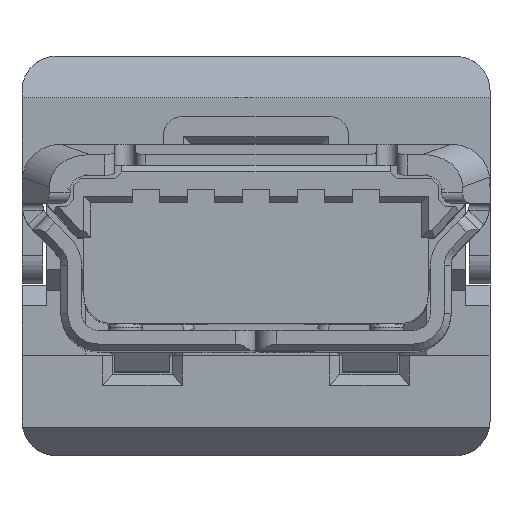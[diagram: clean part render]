
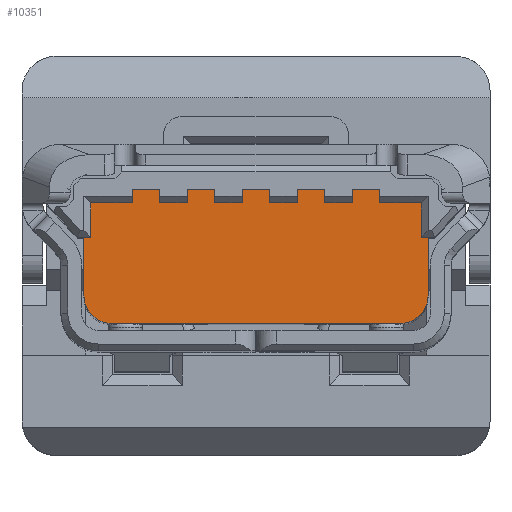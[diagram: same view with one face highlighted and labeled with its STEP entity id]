
A CAD part, top view. The second image highlights one B-rep face of the part: STEP entity #10351.
In plain terms, the highlighted planar face has unit normal (0, 0, 1).
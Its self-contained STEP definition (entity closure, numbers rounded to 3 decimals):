
#305=CIRCLE('',#11032,0.4);
#324=CIRCLE('',#11125,0.4);
#1095=FACE_OUTER_BOUND('',#1646,.T.);
#1646=EDGE_LOOP('',(#8594,#8595,#8596,#8597,#8598,#8599,#8600,#8601,#8602,
#8603,#8604,#8605,#8606,#8607,#8608,#8609,#8610,#8611,#8612,#8613,#8614,
#8615,#8616,#8617,#8618,#8619,#8620,#8621,#8622,#8623));
#2527=LINE('',#17059,#3701);
#2531=LINE('',#17066,#3705);
#2541=LINE('',#17087,#3715);
#2551=LINE('',#17110,#3725);
#2582=LINE('',#17172,#3756);
#2587=LINE('',#17181,#3761);
#2599=LINE('',#17204,#3773);
#2614=LINE('',#17231,#3788);
#2622=LINE('',#17248,#3796);
#2625=LINE('',#17254,#3799);
#2630=LINE('',#17264,#3804);
#2641=LINE('',#17291,#3815);
#2643=LINE('',#17295,#3817);
#2645=LINE('',#17301,#3819);
#2658=LINE('',#17334,#3832);
#2662=LINE('',#17341,#3836);
#2683=LINE('',#17381,#3857);
#2685=LINE('',#17385,#3859);
#2688=LINE('',#17391,#3862);
#2695=LINE('',#17405,#3869);
#2702=LINE('',#17422,#3876);
#2704=LINE('',#17426,#3878);
#2713=LINE('',#17444,#3887);
#2714=LINE('',#17445,#3888);
#2715=LINE('',#17446,#3889);
#2716=LINE('',#17447,#3890);
#2717=LINE('',#17449,#3891);
#2718=LINE('',#17450,#3892);
#3701=VECTOR('',#13066,1.);
#3705=VECTOR('',#13072,1.);
#3715=VECTOR('',#13090,1.);
#3725=VECTOR('',#13108,1.);
#3756=VECTOR('',#13145,1.);
#3761=VECTOR('',#13152,1.);
#3773=VECTOR('',#13170,1.);
#3788=VECTOR('',#13191,1.);
#3796=VECTOR('',#13203,1.);
#3799=VECTOR('',#13208,1.);
#3804=VECTOR('',#13215,1.);
#3815=VECTOR('',#13244,1.);
#3817=VECTOR('',#13250,1.);
#3819=VECTOR('',#13258,1.);
#3832=VECTOR('',#13285,1.);
#3836=VECTOR('',#13291,1.);
#3857=VECTOR('',#13330,1.);
#3859=VECTOR('',#13334,1.);
#3862=VECTOR('',#13341,1.);
#3869=VECTOR('',#13354,1.);
#3876=VECTOR('',#13375,1.);
#3878=VECTOR('',#13379,1.);
#3887=VECTOR('',#13402,1.);
#3888=VECTOR('',#13403,1.);
#3889=VECTOR('',#13404,1.);
#3890=VECTOR('',#13405,1.);
#3891=VECTOR('',#13406,1.);
#3892=VECTOR('',#13407,1.);
#4783=VERTEX_POINT('',#16937);
#4787=VERTEX_POINT('',#16945);
#4834=VERTEX_POINT('',#17057);
#4835=VERTEX_POINT('',#17058);
#4837=VERTEX_POINT('',#17065);
#4843=VERTEX_POINT('',#17085);
#4844=VERTEX_POINT('',#17086);
#4852=VERTEX_POINT('',#17108);
#4853=VERTEX_POINT('',#17109);
#4880=VERTEX_POINT('',#17170);
#4881=VERTEX_POINT('',#17171);
#4883=VERTEX_POINT('',#17178);
#4891=VERTEX_POINT('',#17202);
#4892=VERTEX_POINT('',#17203);
#4899=VERTEX_POINT('',#17227);
#4901=VERTEX_POINT('',#17230);
#4906=VERTEX_POINT('',#17244);
#4908=VERTEX_POINT('',#17247);
#4909=VERTEX_POINT('',#17252);
#4910=VERTEX_POINT('',#17253);
#4913=VERTEX_POINT('',#17261);
#4914=VERTEX_POINT('',#17263);
#4921=VERTEX_POINT('',#17289);
#4922=VERTEX_POINT('',#17300);
#4935=VERTEX_POINT('',#17333);
#4948=VERTEX_POINT('',#17384);
#4953=VERTEX_POINT('',#17404);
#4957=VERTEX_POINT('',#17425);
#4959=VERTEX_POINT('',#17443);
#4960=VERTEX_POINT('',#17448);
#6033=EDGE_CURVE('',#4787,#4783,#305,.T.);
#6085=EDGE_CURVE('',#4834,#4835,#2527,.T.);
#6089=EDGE_CURVE('',#4837,#4834,#2531,.T.);
#6100=EDGE_CURVE('',#4843,#4844,#2541,.T.);
#6111=EDGE_CURVE('',#4852,#4853,#2551,.T.);
#6142=EDGE_CURVE('',#4880,#4881,#2582,.T.);
#6147=EDGE_CURVE('',#4853,#4883,#2587,.T.);
#6159=EDGE_CURVE('',#4891,#4892,#2599,.T.);
#6174=EDGE_CURVE('',#4899,#4901,#2614,.T.);
#6182=EDGE_CURVE('',#4908,#4906,#2622,.T.);
#6185=EDGE_CURVE('',#4909,#4910,#2625,.T.);
#6190=EDGE_CURVE('',#4914,#4913,#2630,.T.);
#6205=EDGE_CURVE('',#4883,#4921,#2641,.T.);
#6207=EDGE_CURVE('',#4913,#4908,#2643,.T.);
#6210=EDGE_CURVE('',#4921,#4922,#2645,.T.);
#6226=EDGE_CURVE('',#4935,#4909,#2658,.T.);
#6230=EDGE_CURVE('',#4906,#4901,#2662,.T.);
#6251=EDGE_CURVE('',#4844,#4935,#2683,.T.);
#6253=EDGE_CURVE('',#4948,#4880,#2685,.T.);
#6256=EDGE_CURVE('',#4914,#4922,#2688,.T.);
#6263=EDGE_CURVE('',#4892,#4953,#2695,.T.);
#6271=EDGE_CURVE('',#4953,#4852,#2702,.T.);
#6273=EDGE_CURVE('',#4957,#4783,#2704,.T.);
#6283=EDGE_CURVE('',#4957,#4899,#324,.T.);
#6284=EDGE_CURVE('',#4959,#4787,#2713,.T.);
#6285=EDGE_CURVE('',#4959,#4837,#2714,.T.);
#6286=EDGE_CURVE('',#4835,#4948,#2715,.T.);
#6287=EDGE_CURVE('',#4881,#4843,#2716,.T.);
#6288=EDGE_CURVE('',#4910,#4960,#2717,.T.);
#6289=EDGE_CURVE('',#4960,#4891,#2718,.T.);
#8594=ORIENTED_EDGE('',*,*,#6174,.F.);
#8595=ORIENTED_EDGE('',*,*,#6283,.F.);
#8596=ORIENTED_EDGE('',*,*,#6273,.T.);
#8597=ORIENTED_EDGE('',*,*,#6033,.F.);
#8598=ORIENTED_EDGE('',*,*,#6284,.F.);
#8599=ORIENTED_EDGE('',*,*,#6285,.T.);
#8600=ORIENTED_EDGE('',*,*,#6089,.T.);
#8601=ORIENTED_EDGE('',*,*,#6085,.T.);
#8602=ORIENTED_EDGE('',*,*,#6286,.T.);
#8603=ORIENTED_EDGE('',*,*,#6253,.T.);
#8604=ORIENTED_EDGE('',*,*,#6142,.T.);
#8605=ORIENTED_EDGE('',*,*,#6287,.T.);
#8606=ORIENTED_EDGE('',*,*,#6100,.T.);
#8607=ORIENTED_EDGE('',*,*,#6251,.T.);
#8608=ORIENTED_EDGE('',*,*,#6226,.T.);
#8609=ORIENTED_EDGE('',*,*,#6185,.T.);
#8610=ORIENTED_EDGE('',*,*,#6288,.T.);
#8611=ORIENTED_EDGE('',*,*,#6289,.T.);
#8612=ORIENTED_EDGE('',*,*,#6159,.T.);
#8613=ORIENTED_EDGE('',*,*,#6263,.T.);
#8614=ORIENTED_EDGE('',*,*,#6271,.T.);
#8615=ORIENTED_EDGE('',*,*,#6111,.T.);
#8616=ORIENTED_EDGE('',*,*,#6147,.T.);
#8617=ORIENTED_EDGE('',*,*,#6205,.T.);
#8618=ORIENTED_EDGE('',*,*,#6210,.T.);
#8619=ORIENTED_EDGE('',*,*,#6256,.F.);
#8620=ORIENTED_EDGE('',*,*,#6190,.T.);
#8621=ORIENTED_EDGE('',*,*,#6207,.T.);
#8622=ORIENTED_EDGE('',*,*,#6182,.T.);
#8623=ORIENTED_EDGE('',*,*,#6230,.T.);
#9862=PLANE('',#11124);
#10351=ADVANCED_FACE('',(#1095),#9862,.T.);
#11032=AXIS2_PLACEMENT_3D('',#16947,#12983,#12984);
#11124=AXIS2_PLACEMENT_3D('',#17441,#13398,#13399);
#11125=AXIS2_PLACEMENT_3D('',#17442,#13400,#13401);
#12983=DIRECTION('center_axis',(0.,0.,
-1.));
#12984=DIRECTION('ref_axis',(-1.,0.,0.));
#13066=DIRECTION('',(-1.,0.,0.));
#13072=DIRECTION('',(0.,1.,0.));
#13090=DIRECTION('',(0.,1.,0.));
#13108=DIRECTION('',(-1.,0.,0.));
#13145=DIRECTION('',(0.,-1.,0.));
#13152=DIRECTION('',(0.,-1.,0.));
#13170=DIRECTION('',(0.,-1.,0.));
#13191=DIRECTION('',(0.,1.,0.));
#13203=DIRECTION('',(0.,-1.,0.));
#13208=DIRECTION('',(-1.,0.,0.));
#13215=DIRECTION('',(0.,-1.,0.));
#13244=DIRECTION('',(-1.,0.,0.));
#13250=DIRECTION('',(-1.,0.,0.));
#13258=DIRECTION('',(0.,1.,0.));
#13285=DIRECTION('',(0.,-1.,0.));
#13291=DIRECTION('',(-1.,0.,0.));
#13330=DIRECTION('',(-1.,0.,0.));
#13334=DIRECTION('',(-1.,0.,0.));
#13341=DIRECTION('',(1.,0.,0.));
#13354=DIRECTION('',(-1.,0.,0.));
#13375=DIRECTION('',(0.,1.,0.));
#13379=DIRECTION('',(1.,0.,0.));
#13398=DIRECTION('center_axis',(0.,0.,
1.));
#13399=DIRECTION('ref_axis',(1.,0.,0.));
#13400=DIRECTION('center_axis',(0.,0.,
-1.));
#13401=DIRECTION('ref_axis',(-1.,0.,0.));
#13402=DIRECTION('',(0.,-1.,0.));
#13403=DIRECTION('',(-1.,0.,0.));
#13404=DIRECTION('',(0.,1.,0.));
#13405=DIRECTION('',(-1.,0.,0.));
#13406=DIRECTION('',(0.,1.,0.));
#13407=DIRECTION('',(-1.,0.,0.));
#16937=CARTESIAN_POINT('',(2.1,-0.8,12.5));
#16945=CARTESIAN_POINT('',(2.5,-0.4,12.5));
#16947=CARTESIAN_POINT('Origin',(2.1,-0.4,12.5));
#17057=CARTESIAN_POINT('',(2.4,0.95,12.5));
#17058=CARTESIAN_POINT('',(1.8,0.95,12.5));
#17059=CARTESIAN_POINT('',(3.05,0.95,12.5));
#17065=CARTESIAN_POINT('',(2.4,0.45,12.5));
#17066=CARTESIAN_POINT('',(2.4,0.,12.5));
#17085=CARTESIAN_POINT('',(1.,0.95,12.5));
#17086=CARTESIAN_POINT('',(1.,1.15,12.5));
#17087=CARTESIAN_POINT('',(1.,0.,12.5));
#17108=CARTESIAN_POINT('',(-0.6,1.15,12.5));
#17109=CARTESIAN_POINT('',(-1.,1.15,12.5));
#17110=CARTESIAN_POINT('',(3.05,1.15,12.5));
#17170=CARTESIAN_POINT('',(1.4,1.15,12.5));
#17171=CARTESIAN_POINT('',(1.4,0.95,12.5));
#17172=CARTESIAN_POINT('',(1.4,0.,12.5));
#17178=CARTESIAN_POINT('',(-1.,0.95,12.5));
#17181=CARTESIAN_POINT('',(-1.,0.,12.5));
#17202=CARTESIAN_POINT('',(-0.2,1.15,12.5));
#17203=CARTESIAN_POINT('',(-0.2,0.95,12.5));
#17204=CARTESIAN_POINT('',(-0.2,0.,12.5));
#17227=CARTESIAN_POINT('',(-2.5,-0.4,12.5));
#17230=CARTESIAN_POINT('',(-2.5,0.45,12.5));
#17231=CARTESIAN_POINT('',(-2.5,-0.8,12.5));
#17244=CARTESIAN_POINT('',(-2.4,0.45,12.5));
#17247=CARTESIAN_POINT('',(-2.4,0.95,12.5));
#17248=CARTESIAN_POINT('',(-2.4,0.,12.5));
#17252=CARTESIAN_POINT('',(0.6,0.95,12.5));
#17253=CARTESIAN_POINT('',(0.2,0.95,12.5));
#17254=CARTESIAN_POINT('',(3.05,0.95,12.5));
#17261=CARTESIAN_POINT('',(-1.8,0.95,12.5));
#17263=CARTESIAN_POINT('',(-1.8,1.15,12.5));
#17264=CARTESIAN_POINT('',(-1.8,0.,12.5));
#17289=CARTESIAN_POINT('',(-1.4,0.95,12.5));
#17291=CARTESIAN_POINT('',(3.05,0.95,12.5));
#17295=CARTESIAN_POINT('',(3.05,0.95,12.5));
#17300=CARTESIAN_POINT('',(-1.4,1.15,12.5));
#17301=CARTESIAN_POINT('',(-1.4,0.,12.5));
#17333=CARTESIAN_POINT('',(0.6,1.15,12.5));
#17334=CARTESIAN_POINT('',(0.6,0.,12.5));
#17341=CARTESIAN_POINT('',(3.05,0.45,12.5));
#17381=CARTESIAN_POINT('',(3.05,1.15,12.5));
#17384=CARTESIAN_POINT('',(1.8,1.15,12.5));
#17385=CARTESIAN_POINT('',(3.05,1.15,12.5));
#17391=CARTESIAN_POINT('',(-1.707,1.15,12.5));
#17404=CARTESIAN_POINT('',(-0.6,0.95,12.5));
#17405=CARTESIAN_POINT('',(3.05,0.95,12.5));
#17422=CARTESIAN_POINT('',(-0.6,0.,12.5));
#17425=CARTESIAN_POINT('',(-2.1,-0.8,12.5));
#17426=CARTESIAN_POINT('',(0.,-0.8,12.5));
#17441=CARTESIAN_POINT('Origin',(-0.432,-0.205,
12.5));
#17442=CARTESIAN_POINT('Origin',(-2.1,-0.4,12.5));
#17443=CARTESIAN_POINT('',(2.5,0.45,12.5));
#17444=CARTESIAN_POINT('',(2.5,-0.8,12.5));
#17445=CARTESIAN_POINT('',(3.05,0.45,12.5));
#17446=CARTESIAN_POINT('',(1.8,0.,12.5));
#17447=CARTESIAN_POINT('',(3.05,0.95,12.5));
#17448=CARTESIAN_POINT('',(0.2,1.15,12.5));
#17449=CARTESIAN_POINT('',(0.2,0.,12.5));
#17450=CARTESIAN_POINT('',(3.05,1.15,12.5));
